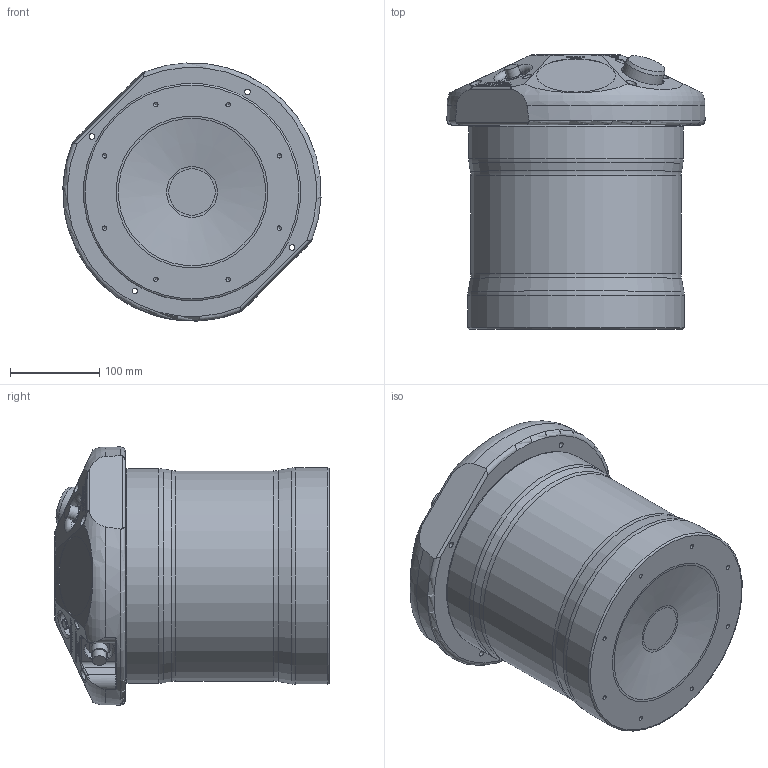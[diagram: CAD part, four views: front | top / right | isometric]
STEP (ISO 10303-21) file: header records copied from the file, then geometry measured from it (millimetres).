
FILE_DESCRIPTION(/* description */ (''),/* implementation_level */ '2;1');
FILE_NAME(/* name */ '8382-000-0457-A2.stp',/* time_stamp */ '2023-05-02T13:53:34+01:00',/* author */ ('db'),/* organization */ (''),/* preprocessor_version */ 'ST-DEVELOPER v19.2',/* originating_system */ 'Autodesk Inventor 2023',/* authorisation */ '');
FILE_SCHEMA (('AUTOMOTIVE_DESIGN { 1 0 10303 214 3 1 1 }'));
Length unit declared in the file: millimetre
Products named in the file (3): 8382-000-0457-A2 STEP; 8382-011-A4 STEP 020523; 710-2880
Assembly tree (2 placements, depth 2):
  8382-000-0457-A2 STEP
    8382-011-A4 STEP 020523
    710-2880
Bounding box: 289.75 x 308 x 289.75 mm (x, y, z)
Volume: 13889638 mm3; surface area: 463853.6 mm2
Topology: 2 solids, 3 shells, 1292 faces, 3401 edges, 2260 vertices
Faces by surface type: plane 801, bspline 384, cylinder 64, torus 22, cone 21
Full cylindrical faces by diameter (mm): 4.917 x8, 5.2 x5, 6.2 x4, 10 x1, 10.5 x4, 11 x1, 12 x5, 12.7 x1, 15.5 x2, 17.25 x1, 18.796 x2, 20.55 x1, 28 x1, 33.5 x2, 45.74 x1, 50 x1, 88.65 x5, 237 x1, 242 x1, 244 x1
Entity records: 43594 total; most frequent: CARTESIAN_POINT 12935, ORIENTED_EDGE 6786, DIRECTION 4620, EDGE_CURVE 3393, LINE 2392, VECTOR 2392, VERTEX_POINT 2260, EDGE_LOOP 1461
